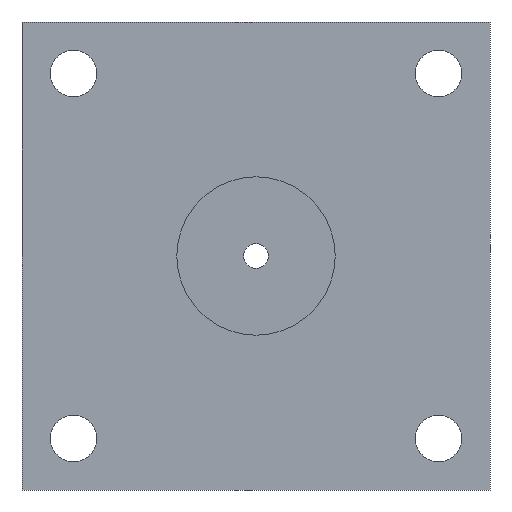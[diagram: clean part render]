
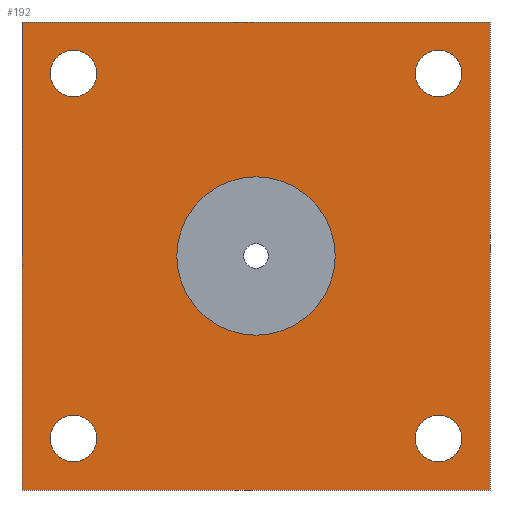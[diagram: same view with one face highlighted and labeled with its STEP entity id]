
A CAD part, front view. The second image highlights one B-rep face of the part: STEP entity #192.
In plain terms, the highlighted planar face has unit normal (0, -1, 0).
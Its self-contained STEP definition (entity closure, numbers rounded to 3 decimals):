
#3 = VECTOR ( 'NONE', #233, 1000. ) ;
#8 = PLANE ( 'NONE',  #352 ) ;
#15 = CARTESIAN_POINT ( 'NONE',  ( 0., -10., 0. ) ) ;
#50 = AXIS2_PLACEMENT_3D ( 'NONE', #447, #1020, #430 ) ;
#53 = VERTEX_POINT ( 'NONE', #282 ) ;
#80 = CARTESIAN_POINT ( 'NONE',  ( -9.75, -10., 8.505 ) ) ;
#84 = VECTOR ( 'NONE', #1001, 1000. ) ;
#93 = CARTESIAN_POINT ( 'NONE',  ( -12.5, -10., -12.5 ) ) ;
#111 = LINE ( 'NONE', #132, #422 ) ;
#112 = CARTESIAN_POINT ( 'NONE',  ( -12.5, -10., 12.5 ) ) ;
#113 = ORIENTED_EDGE ( 'NONE', *, *, #328, .F. ) ;
#122 = AXIS2_PLACEMENT_3D ( 'NONE', #309, #504, #657 ) ;
#125 = ORIENTED_EDGE ( 'NONE', *, *, #989, .T. ) ;
#131 = LINE ( 'NONE', #998, #3 ) ;
#132 = CARTESIAN_POINT ( 'NONE',  ( 12.5, -10., -12.5 ) ) ;
#140 = DIRECTION ( 'NONE',  ( 0., -1., 0. ) ) ;
#148 = CARTESIAN_POINT ( 'NONE',  ( -9.75, -10., 10.995 ) ) ;
#171 = EDGE_CURVE ( 'NONE', #470, #986, #451, .T. ) ;
#178 = FACE_OUTER_BOUND ( 'NONE', #290, .T. ) ;
#192 = ADVANCED_FACE ( 'NONE', ( #247, #781, #789, #178, #702, #612 ), #8, .T. ) ;
#193 = EDGE_CURVE ( 'NONE', #790, #791, #415, .T. ) ;
#197 = VECTOR ( 'NONE', #442, 1000. ) ;
#200 = ORIENTED_EDGE ( 'NONE', *, *, #277, .F. ) ;
#205 = AXIS2_PLACEMENT_3D ( 'NONE', #584, #395, #1076 ) ;
#213 = ORIENTED_EDGE ( 'NONE', *, *, #471, .F. ) ;
#224 = VERTEX_POINT ( 'NONE', #265 ) ;
#233 = DIRECTION ( 'NONE',  ( -1., 0., 0. ) ) ;
#235 = AXIS2_PLACEMENT_3D ( 'NONE', #795, #363, #292 ) ;
#244 = ORIENTED_EDGE ( 'NONE', *, *, #840, .T. ) ;
#247 = FACE_BOUND ( 'NONE', #557, .T. ) ;
#253 = DIRECTION ( 'NONE',  ( 0., -1., 0. ) ) ;
#261 = EDGE_CURVE ( 'NONE', #224, #1021, #1028, .T. ) ;
#265 = CARTESIAN_POINT ( 'NONE',  ( -12.5, -10., -12.5 ) ) ;
#276 = CARTESIAN_POINT ( 'NONE',  ( 9.75, -10., 9.75 ) ) ;
#277 = EDGE_CURVE ( 'NONE', #299, #976, #492, .T. ) ;
#281 = EDGE_CURVE ( 'NONE', #986, #470, #1000, .T. ) ;
#282 = CARTESIAN_POINT ( 'NONE',  ( 9.75, -10., 8.505 ) ) ;
#283 = DIRECTION ( 'NONE',  ( 0., 0., 1. ) ) ;
#290 = EDGE_LOOP ( 'NONE', ( #1053, #125, #244, #403 ) ) ;
#292 = DIRECTION ( 'NONE',  ( 0., 0., -1. ) ) ;
#298 = CARTESIAN_POINT ( 'NONE',  ( -9.75, -10., -8.505 ) ) ;
#299 = VERTEX_POINT ( 'NONE', #298 ) ;
#309 = CARTESIAN_POINT ( 'NONE',  ( -9.75, -10., -9.75 ) ) ;
#319 = CARTESIAN_POINT ( 'NONE',  ( 0., -10., 4.23 ) ) ;
#328 = EDGE_CURVE ( 'NONE', #980, #53, #651, .T. ) ;
#336 = EDGE_LOOP ( 'NONE', ( #200, #213 ) ) ;
#338 = CIRCLE ( 'NONE', #122, 1.245 ) ;
#341 = DIRECTION ( 'NONE',  ( 0., -1., 0. ) ) ;
#352 = AXIS2_PLACEMENT_3D ( 'NONE', #15, #341, #595 ) ;
#355 = AXIS2_PLACEMENT_3D ( 'NONE', #276, #1051, #897 ) ;
#363 = DIRECTION ( 'NONE',  ( 0., -1., 0. ) ) ;
#382 = ORIENTED_EDGE ( 'NONE', *, *, #193, .F. ) ;
#385 = VERTEX_POINT ( 'NONE', #112 ) ;
#388 = CARTESIAN_POINT ( 'NONE',  ( 9.75, -10., -8.505 ) ) ;
#392 = DIRECTION ( 'NONE',  ( 0., 0., -1. ) ) ;
#395 = DIRECTION ( 'NONE',  ( 0., -1., 0. ) ) ;
#402 = DIRECTION ( 'NONE',  ( 0., 0., -1. ) ) ;
#403 = ORIENTED_EDGE ( 'NONE', *, *, #408, .T. ) ;
#408 = EDGE_CURVE ( 'NONE', #385, #224, #750, .T. ) ;
#415 = CIRCLE ( 'NONE', #982, 1.245 ) ;
#422 = VECTOR ( 'NONE', #283, 1000. ) ;
#430 = DIRECTION ( 'NONE',  ( 0., 0., -1. ) ) ;
#437 = EDGE_CURVE ( 'NONE', #865, #596, #505, .T. ) ;
#442 = DIRECTION ( 'NONE',  ( 1., 0., 0. ) ) ;
#447 = CARTESIAN_POINT ( 'NONE',  ( 0., -10., 0. ) ) ;
#451 = CIRCLE ( 'NONE', #50, 4.23 ) ;
#457 = VERTEX_POINT ( 'NONE', #920 ) ;
#469 = CARTESIAN_POINT ( 'NONE',  ( 0., -10., 0. ) ) ;
#470 = VERTEX_POINT ( 'NONE', #319 ) ;
#471 = EDGE_CURVE ( 'NONE', #976, #299, #338, .T. ) ;
#492 = CIRCLE ( 'NONE', #235, 1.245 ) ;
#504 = DIRECTION ( 'NONE',  ( 0., -1., 0. ) ) ;
#505 = CIRCLE ( 'NONE', #1054, 1.245 ) ;
#510 = EDGE_CURVE ( 'NONE', #53, #980, #615, .T. ) ;
#522 = CARTESIAN_POINT ( 'NONE',  ( -9.75, -10., -10.995 ) ) ;
#526 = AXIS2_PLACEMENT_3D ( 'NONE', #469, #558, #641 ) ;
#557 = EDGE_LOOP ( 'NONE', ( #909, #997 ) ) ;
#558 = DIRECTION ( 'NONE',  ( 0., -1., 0. ) ) ;
#562 = AXIS2_PLACEMENT_3D ( 'NONE', #1107, #609, #942 ) ;
#569 = CARTESIAN_POINT ( 'NONE',  ( -9.75, -10., 9.75 ) ) ;
#572 = CIRCLE ( 'NONE', #205, 1.245 ) ;
#584 = CARTESIAN_POINT ( 'NONE',  ( 9.75, -10., -9.75 ) ) ;
#595 = DIRECTION ( 'NONE',  ( 0., 0., -1. ) ) ;
#596 = VERTEX_POINT ( 'NONE', #80 ) ;
#609 = DIRECTION ( 'NONE',  ( 0., -1., 0. ) ) ;
#612 = FACE_BOUND ( 'NONE', #336, .T. ) ;
#615 = CIRCLE ( 'NONE', #912, 1.245 ) ;
#630 = EDGE_CURVE ( 'NONE', #596, #865, #892, .T. ) ;
#641 = DIRECTION ( 'NONE',  ( 0., 0., -1. ) ) ;
#646 = ORIENTED_EDGE ( 'NONE', *, *, #630, .F. ) ;
#651 = CIRCLE ( 'NONE', #355, 1.245 ) ;
#654 = ORIENTED_EDGE ( 'NONE', *, *, #873, .F. ) ;
#657 = DIRECTION ( 'NONE',  ( 0., 0., -1. ) ) ;
#702 = FACE_BOUND ( 'NONE', #827, .T. ) ;
#718 = EDGE_LOOP ( 'NONE', ( #654, #382 ) ) ;
#736 = DIRECTION ( 'NONE',  ( 0., -1., 0. ) ) ;
#750 = LINE ( 'NONE', #1094, #84 ) ;
#758 = CARTESIAN_POINT ( 'NONE',  ( 9.75, -10., -10.995 ) ) ;
#781 = FACE_BOUND ( 'NONE', #718, .T. ) ;
#788 = CARTESIAN_POINT ( 'NONE',  ( 12.5, -10., -12.5 ) ) ;
#789 = FACE_BOUND ( 'NONE', #855, .T. ) ;
#790 = VERTEX_POINT ( 'NONE', #758 ) ;
#791 = VERTEX_POINT ( 'NONE', #388 ) ;
#795 = CARTESIAN_POINT ( 'NONE',  ( -9.75, -10., -9.75 ) ) ;
#817 = CARTESIAN_POINT ( 'NONE',  ( 9.75, -10., 10.995 ) ) ;
#819 = ORIENTED_EDGE ( 'NONE', *, *, #510, .F. ) ;
#827 = EDGE_LOOP ( 'NONE', ( #113, #819 ) ) ;
#829 = CARTESIAN_POINT ( 'NONE',  ( 9.75, -10., 9.75 ) ) ;
#840 = EDGE_CURVE ( 'NONE', #457, #385, #131, .T. ) ;
#855 = EDGE_LOOP ( 'NONE', ( #979, #646 ) ) ;
#865 = VERTEX_POINT ( 'NONE', #148 ) ;
#873 = EDGE_CURVE ( 'NONE', #791, #790, #572, .T. ) ;
#892 = CIRCLE ( 'NONE', #562, 1.245 ) ;
#897 = DIRECTION ( 'NONE',  ( 0., 0., -1. ) ) ;
#909 = ORIENTED_EDGE ( 'NONE', *, *, #281, .F. ) ;
#912 = AXIS2_PLACEMENT_3D ( 'NONE', #829, #736, #402 ) ;
#920 = CARTESIAN_POINT ( 'NONE',  ( 12.5, -10., 12.5 ) ) ;
#932 = CARTESIAN_POINT ( 'NONE',  ( 9.75, -10., -9.75 ) ) ;
#942 = DIRECTION ( 'NONE',  ( 0., 0., -1. ) ) ;
#944 = DIRECTION ( 'NONE',  ( 0., 0., -1. ) ) ;
#954 = CARTESIAN_POINT ( 'NONE',  ( 0., -10., -4.23 ) ) ;
#976 = VERTEX_POINT ( 'NONE', #522 ) ;
#979 = ORIENTED_EDGE ( 'NONE', *, *, #437, .F. ) ;
#980 = VERTEX_POINT ( 'NONE', #817 ) ;
#982 = AXIS2_PLACEMENT_3D ( 'NONE', #932, #253, #944 ) ;
#986 = VERTEX_POINT ( 'NONE', #954 ) ;
#989 = EDGE_CURVE ( 'NONE', #1021, #457, #111, .T. ) ;
#997 = ORIENTED_EDGE ( 'NONE', *, *, #171, .F. ) ;
#998 = CARTESIAN_POINT ( 'NONE',  ( -12.5, -10., 12.5 ) ) ;
#1000 = CIRCLE ( 'NONE', #526, 4.23 ) ;
#1001 = DIRECTION ( 'NONE',  ( 0., 0., -1. ) ) ;
#1020 = DIRECTION ( 'NONE',  ( 0., -1., 0. ) ) ;
#1021 = VERTEX_POINT ( 'NONE', #788 ) ;
#1028 = LINE ( 'NONE', #93, #197 ) ;
#1051 = DIRECTION ( 'NONE',  ( 0., -1., 0. ) ) ;
#1053 = ORIENTED_EDGE ( 'NONE', *, *, #261, .T. ) ;
#1054 = AXIS2_PLACEMENT_3D ( 'NONE', #569, #140, #392 ) ;
#1076 = DIRECTION ( 'NONE',  ( 0., 0., -1. ) ) ;
#1094 = CARTESIAN_POINT ( 'NONE',  ( -12.5, -10., -12.5 ) ) ;
#1107 = CARTESIAN_POINT ( 'NONE',  ( -9.75, -10., 9.75 ) ) ;
